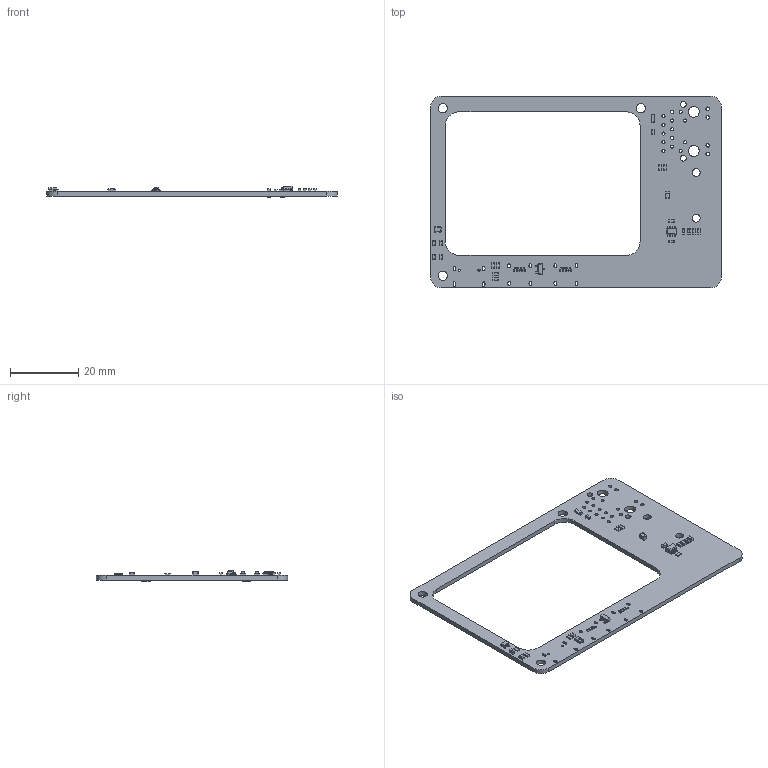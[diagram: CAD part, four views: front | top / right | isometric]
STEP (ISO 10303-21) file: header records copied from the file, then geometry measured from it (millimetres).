
FILE_DESCRIPTION(('KiCad electronic assembly'),'2;1');
FILE_NAME('mezzanine.step','2024-04-24T22:19:58',('Pcbnew'),('Kicad'), 'Open CASCADE STEP processor 7.6','KiCad to STEP converter','Unknown' );
FILE_SCHEMA(('AUTOMOTIVE_DESIGN { 1 0 10303 214 1 1 1 1 }'));
Length unit declared in the file: millimetre
Products named in the file (18): mezzanine 1; SOT-23; SOLID; R_0603_1608Metric; C_0603_1608Metric; SOT-353_SC-70-5; USON-10_2.5x1.0mm_P0.5mm; LED_0603_1608Metric; SOT-23-6; C_0805_2012Metric; mezzanine PCB
Assembly tree (33 placements, depth 3):
  mezzanine 1
    SOT-23
      SOLID
    R_0603_1608Metric  x7
      SOLID
    C_0603_1608Metric  x8
      SOLID
    SOT-353_SC-70-5
      SOLID
    USON-10_2.5x1.0mm_P0.5mm  x3
      SOLID
    LED_0603_1608Metric  x2
      SOLID
    SOT-23-6
      SOLID
    C_0805_2012Metric
      SOLID
    mezzanine PCB
Bounding box: 85 x 56 x 3.5 mm (x, y, z)
Volume: 3083.1 mm3; surface area: 5673.1 mm2
Topology: 25 solids, 25 shells, 1215 faces, 3238 edges, 2096 vertices
Faces by surface type: plane 745, cylinder 384, bspline 86
Full cylindrical faces by diameter (mm): 0.2 x3, 0.4 x18, 0.65 x2, 0.9 x14, 1.02 x4, 1.7 x2, 2.3 x2, 2.7 x3, 3.2 x2
Entity records: 49228 total; most frequent: CARTESIAN_POINT 9976, DIRECTION 6409, LINE 4164, VECTOR 4164, ORIENTED_EDGE 3606, PCURVE 3606, DEFINITIONAL_REPRESENTATION 3606, EDGE_CURVE 1803
